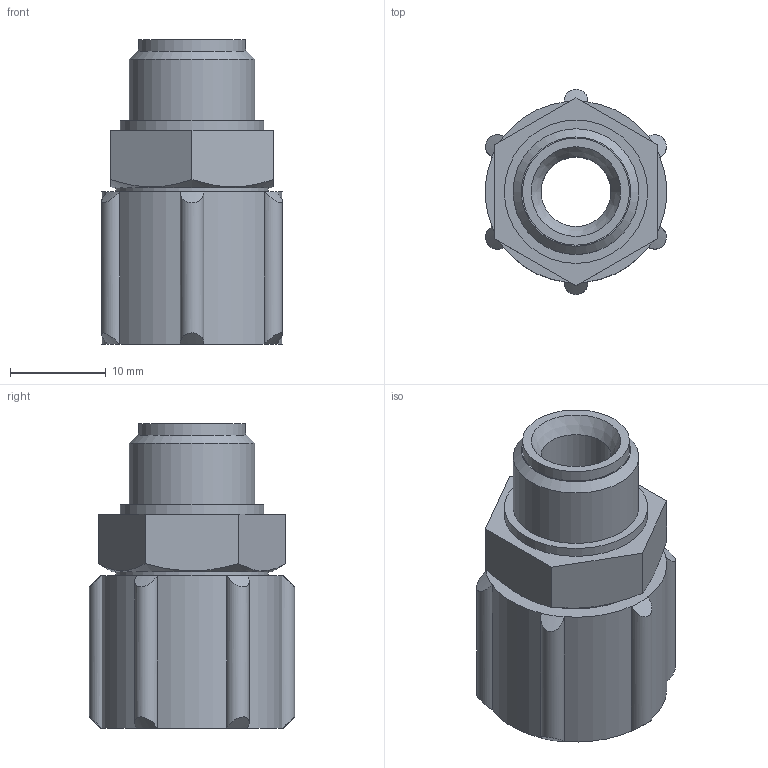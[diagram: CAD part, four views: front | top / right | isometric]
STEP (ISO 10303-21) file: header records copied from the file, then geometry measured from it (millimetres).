
FILE_DESCRIPTION(/* description */ ('STEP AP214'),/* implementation_level */ '2;1');
FILE_NAME(/* name */ '6258_CK-1_4-PK-9-KU',/* time_stamp */ '2024-08-05T17:30:41+02:00',/* author */ ('License CC BY-ND 4.0'),/* organization */ ('CADENAS'),/* preprocessor_version */ 'ST-DEVELOPER v19.3',/* originating_system */ 'PARTsolutions',/* authorisation */ ' ');
FILE_SCHEMA (('AUTOMOTIVE_DESIGN {1 0 10303 214 3 1 1}'));
Length unit declared in the file: millimetre
Products named in the file (1): 6258 CK-1/4-PK-9-KU
Bounding box: 18.94 x 21.47 x 31.9 mm (x, y, z)
Volume: 5618.2 mm3; surface area: 3945.5 mm2
Topology: 1 solids, 1 shells, 57 faces, 134 edges, 87 vertices
Faces by surface type: cylinder 21, cone 18, plane 16, torus 2
Full cylindrical faces by diameter (mm): 7.3 x1, 9.6 x1, 11.2 x1, 11.6 x1, 13.157 x1, 14.6 x1, 14.917 x1, 15 x1, 16 x1
Entity records: 1688 total; most frequent: CARTESIAN_POINT 386, DIRECTION 286, ORIENTED_EDGE 230, AXIS2_PLACEMENT_3D 131, EDGE_CURVE 115, VERTEX_POINT 85, EDGE_LOOP 84, FACE_BOUND 84
